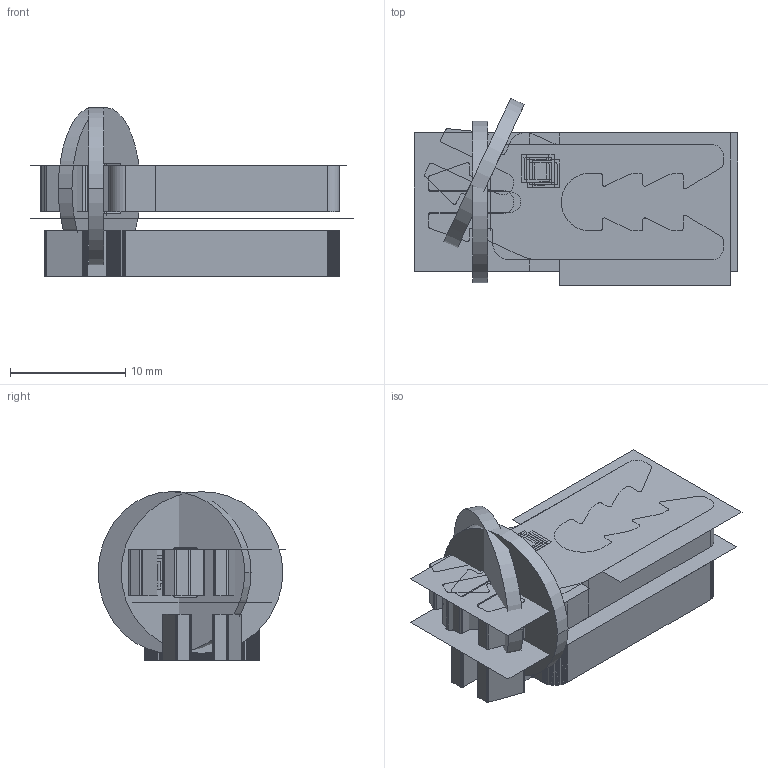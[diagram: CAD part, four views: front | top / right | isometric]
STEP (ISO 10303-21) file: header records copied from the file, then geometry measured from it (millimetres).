
FILE_DESCRIPTION(('STEP AP214'),'1');
FILE_NAME('Lateral.stp','2020-03-31T11:53:21',(' '),(' '),'Spatial InterOp 3D',' ',' ');
FILE_SCHEMA(('AUTOMOTIVE_DESIGN { 1 0 10303 214 1 1 1 1 }'));
Length unit declared in the file: millimetre
Products named in the file (1): OriginalSTL
Bounding box: 28 x 16.25 x 14.61 mm (x, y, z)
Volume: 2221.3 mm3; surface area: 3633.5 mm2
Topology: 6 solids, 10 shells, 768 faces, 2313 edges, 1573 vertices
Faces by surface type: plane 667, cylinder 101
Entity records: 31994 total; most frequent: CARTESIAN_POINT 4664, ORIENTED_EDGE 4533, DIRECTION 4110, EDGE_CURVE 2313, LINE 2072, VECTOR 2072, VERTEX_POINT 1573, AXIS2_PLACEMENT_3D 1019
